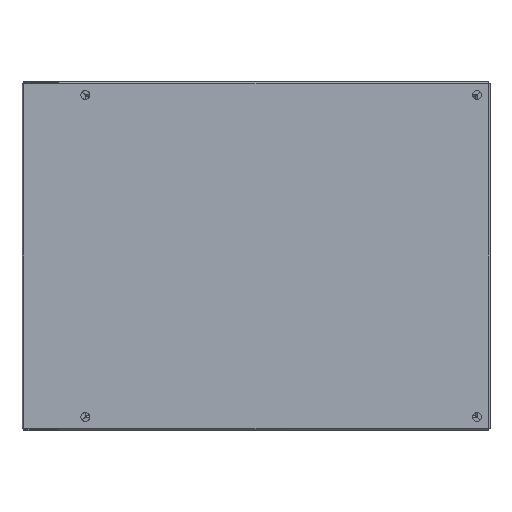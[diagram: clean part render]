
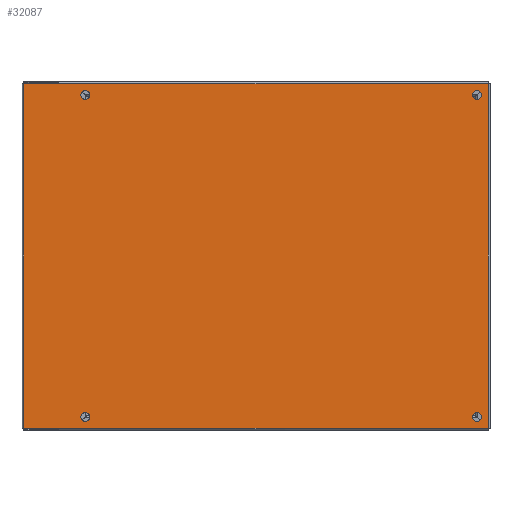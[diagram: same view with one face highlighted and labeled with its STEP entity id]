
A CAD part, left-side view. The second image highlights one B-rep face of the part: STEP entity #32087.
In plain terms, the highlighted face is planar.
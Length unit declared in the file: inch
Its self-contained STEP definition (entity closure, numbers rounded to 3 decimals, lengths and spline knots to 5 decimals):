
#83 = CARTESIAN_POINT ( 'NONE',  ( -9., 0., -12.699 ) ) ;
#708 = VERTEX_POINT ( 'NONE', #29787 ) ;
#1012 = ORIENTED_EDGE ( 'NONE', *, *, #24939, .T. ) ;
#1055 = DIRECTION ( 'NONE',  ( -1., 0., 0. ) ) ;
#1175 = CIRCLE ( 'NONE', #30570, 0.25 ) ;
#1684 = CARTESIAN_POINT ( 'NONE',  ( 9., 0., 9.801 ) ) ;
#1904 = EDGE_CURVE ( 'NONE', #35850, #13761, #24067, .T. ) ;
#1970 = DIRECTION ( 'NONE',  ( -1., 0., 0. ) ) ;
#2040 = FACE_BOUND ( 'NONE', #26412, .T. ) ;
#2707 = EDGE_CURVE ( 'NONE', #15368, #16799, #6434, .T. ) ;
#2824 = ORIENTED_EDGE ( 'NONE', *, *, #20827, .T. ) ;
#2860 = LINE ( 'NONE', #22812, #26457 ) ;
#3168 = VERTEX_POINT ( 'NONE', #1684 ) ;
#3790 = CARTESIAN_POINT ( 'NONE',  ( -9.892, 0., -13.341 ) ) ;
#4737 = ORIENTED_EDGE ( 'NONE', *, *, #32799, .T. ) ;
#5045 = DIRECTION ( 'NONE',  ( -1., 0., 0. ) ) ;
#5143 = LINE ( 'NONE', #20629, #20006 ) ;
#5678 = DIRECTION ( 'NONE',  ( -1., 0., 0. ) ) ;
#6434 = CIRCLE ( 'NONE', #23114, 0.25 ) ;
#6936 = ORIENTED_EDGE ( 'NONE', *, *, #29624, .T. ) ;
#8004 = CARTESIAN_POINT ( 'NONE',  ( -9.5, 0., 9.801 ) ) ;
#8251 = DIRECTION ( 'NONE',  ( 0., -1., 0. ) ) ;
#8405 = CARTESIAN_POINT ( 'NONE',  ( 9.892, 0., 13.32559 ) ) ;
#8490 = CARTESIAN_POINT ( 'NONE',  ( 9.25, 0., -12.699 ) ) ;
#9375 = EDGE_LOOP ( 'NONE', ( #4737, #1012 ) ) ;
#9997 = AXIS2_PLACEMENT_3D ( 'NONE', #25943, #25413, #37761 ) ;
#10726 = PLANE ( 'NONE',  #14450 ) ;
#10991 = ORIENTED_EDGE ( 'NONE', *, *, #30654, .T. ) ;
#11423 = DIRECTION ( 'NONE',  ( 0., -1., 0. ) ) ;
#11474 = DIRECTION ( 'NONE',  ( 0., 1., 0. ) ) ;
#11673 = ORIENTED_EDGE ( 'NONE', *, *, #32448, .T. ) ;
#11867 = EDGE_CURVE ( 'NONE', #16799, #15368, #1175, .T. ) ;
#11986 = VECTOR ( 'NONE', #37185, 39.37008 ) ;
#13761 = VERTEX_POINT ( 'NONE', #83 ) ;
#14047 = FACE_BOUND ( 'NONE', #24949, .T. ) ;
#14312 = CARTESIAN_POINT ( 'NONE',  ( 9.5, 0., -12.699 ) ) ;
#14450 = AXIS2_PLACEMENT_3D ( 'NONE', #28831, #11474, #23037 ) ;
#14647 = CARTESIAN_POINT ( 'NONE',  ( -9.5, 0., -12.699 ) ) ;
#14657 = EDGE_CURVE ( 'NONE', #708, #23127, #2860, .T. ) ;
#14697 = CARTESIAN_POINT ( 'NONE',  ( 9., 0., -12.699 ) ) ;
#14738 = DIRECTION ( 'NONE',  ( 0., 0., -1. ) ) ;
#15368 = VERTEX_POINT ( 'NONE', #14312 ) ;
#15381 = VERTEX_POINT ( 'NONE', #8004 ) ;
#15601 = CARTESIAN_POINT ( 'NONE',  ( -9.892, 0., 13.32559 ) ) ;
#15991 = ORIENTED_EDGE ( 'NONE', *, *, #11867, .T. ) ;
#16247 = CARTESIAN_POINT ( 'NONE',  ( -9.25, 0., -12.699 ) ) ;
#16799 = VERTEX_POINT ( 'NONE', #14697 ) ;
#17362 = CARTESIAN_POINT ( 'NONE',  ( -9.892, 0., 0. ) ) ;
#17463 = CARTESIAN_POINT ( 'NONE',  ( -9.25, 0., -12.699 ) ) ;
#17745 = ORIENTED_EDGE ( 'NONE', *, *, #1904, .T. ) ;
#17813 = FACE_BOUND ( 'NONE', #25832, .T. ) ;
#18751 = FACE_OUTER_BOUND ( 'NONE', #35248, .T. ) ;
#19094 = CARTESIAN_POINT ( 'NONE',  ( 0., 0., 13.32559 ) ) ;
#19990 = VERTEX_POINT ( 'NONE', #15601 ) ;
#20006 = VECTOR ( 'NONE', #14738, 39.37008 ) ;
#20629 = CARTESIAN_POINT ( 'NONE',  ( 9.892, 0., 0. ) ) ;
#20714 = CARTESIAN_POINT ( 'NONE',  ( 9.25, 0., 9.801 ) ) ;
#20827 = EDGE_CURVE ( 'NONE', #23127, #19990, #27907, .T. ) ;
#20872 = DIRECTION ( 'NONE',  ( -1., 0., 0. ) ) ;
#20943 = ORIENTED_EDGE ( 'NONE', *, *, #21704, .T. ) ;
#21704 = EDGE_CURVE ( 'NONE', #26200, #708, #5143, .T. ) ;
#22680 = LINE ( 'NONE', #19094, #11986 ) ;
#22812 = CARTESIAN_POINT ( 'NONE',  ( 0., 0., -13.341 ) ) ;
#23037 = DIRECTION ( 'NONE',  ( -1., 0., 0. ) ) ;
#23114 = AXIS2_PLACEMENT_3D ( 'NONE', #8490, #29186, #35155 ) ;
#23127 = VERTEX_POINT ( 'NONE', #3790 ) ;
#23142 = DIRECTION ( 'NONE',  ( -1., 0., 0. ) ) ;
#23209 = CIRCLE ( 'NONE', #9997, 0.25 ) ;
#23248 = VERTEX_POINT ( 'NONE', #24824 ) ;
#23514 = DIRECTION ( 'NONE',  ( 0., -1., 0. ) ) ;
#23921 = CARTESIAN_POINT ( 'NONE',  ( -9.25, 0., 9.801 ) ) ;
#24045 = VERTEX_POINT ( 'NONE', #27090 ) ;
#24067 = CIRCLE ( 'NONE', #24573, 0.25 ) ;
#24573 = AXIS2_PLACEMENT_3D ( 'NONE', #16247, #36820, #1055 ) ;
#24824 = CARTESIAN_POINT ( 'NONE',  ( -9., 0., 9.801 ) ) ;
#24939 = EDGE_CURVE ( 'NONE', #24045, #3168, #36301, .T. ) ;
#24949 = EDGE_LOOP ( 'NONE', ( #15991, #36670 ) ) ;
#25413 = DIRECTION ( 'NONE',  ( 0., -1., 0. ) ) ;
#25563 = AXIS2_PLACEMENT_3D ( 'NONE', #23921, #32880, #20872 ) ;
#25832 = EDGE_LOOP ( 'NONE', ( #6936, #10991 ) ) ;
#25943 = CARTESIAN_POINT ( 'NONE',  ( 9.25, 0., 9.801 ) ) ;
#26011 = CARTESIAN_POINT ( 'NONE',  ( 9.25, 0., -12.699 ) ) ;
#26176 = EDGE_CURVE ( 'NONE', #19990, #26200, #22680, .T. ) ;
#26200 = VERTEX_POINT ( 'NONE', #8405 ) ;
#26249 = DIRECTION ( 'NONE',  ( 0., 0., 1. ) ) ;
#26412 = EDGE_LOOP ( 'NONE', ( #17745, #11673 ) ) ;
#26457 = VECTOR ( 'NONE', #1970, 39.37008 ) ;
#26735 = AXIS2_PLACEMENT_3D ( 'NONE', #38069, #11423, #5678 ) ;
#26858 = AXIS2_PLACEMENT_3D ( 'NONE', #17463, #37811, #23142 ) ;
#27090 = CARTESIAN_POINT ( 'NONE',  ( 9.5, 0., 9.801 ) ) ;
#27907 = LINE ( 'NONE', #17362, #29780 ) ;
#28336 = CIRCLE ( 'NONE', #26735, 0.25 ) ;
#28831 = CARTESIAN_POINT ( 'NONE',  ( 0., 0., 0. ) ) ;
#29031 = CIRCLE ( 'NONE', #25563, 0.25 ) ;
#29186 = DIRECTION ( 'NONE',  ( 0., -1., 0. ) ) ;
#29624 = EDGE_CURVE ( 'NONE', #15381, #23248, #28336, .T. ) ;
#29780 = VECTOR ( 'NONE', #26249, 39.37008 ) ;
#29787 = CARTESIAN_POINT ( 'NONE',  ( 9.892, 0., -13.341 ) ) ;
#30228 = ORIENTED_EDGE ( 'NONE', *, *, #14657, .T. ) ;
#30570 = AXIS2_PLACEMENT_3D ( 'NONE', #26011, #8251, #5045 ) ;
#30654 = EDGE_CURVE ( 'NONE', #23248, #15381, #29031, .T. ) ;
#32064 = CIRCLE ( 'NONE', #26858, 0.25 ) ;
#32087 = ADVANCED_FACE ( 'NONE', ( #18751, #14047, #33534, #17813, #2040 ), #10726, .T. ) ;
#32448 = EDGE_CURVE ( 'NONE', #13761, #35850, #32064, .T. ) ;
#32714 = DIRECTION ( 'NONE',  ( -1., 0., 0. ) ) ;
#32799 = EDGE_CURVE ( 'NONE', #3168, #24045, #23209, .T. ) ;
#32880 = DIRECTION ( 'NONE',  ( 0., -1., 0. ) ) ;
#32952 = AXIS2_PLACEMENT_3D ( 'NONE', #20714, #23514, #32714 ) ;
#33534 = FACE_BOUND ( 'NONE', #9375, .T. ) ;
#35155 = DIRECTION ( 'NONE',  ( -1., 0., 0. ) ) ;
#35248 = EDGE_LOOP ( 'NONE', ( #20943, #30228, #2824, #37167 ) ) ;
#35850 = VERTEX_POINT ( 'NONE', #14647 ) ;
#36301 = CIRCLE ( 'NONE', #32952, 0.25 ) ;
#36670 = ORIENTED_EDGE ( 'NONE', *, *, #2707, .T. ) ;
#36820 = DIRECTION ( 'NONE',  ( 0., -1., 0. ) ) ;
#37167 = ORIENTED_EDGE ( 'NONE', *, *, #26176, .T. ) ;
#37185 = DIRECTION ( 'NONE',  ( 1., 0., 0. ) ) ;
#37761 = DIRECTION ( 'NONE',  ( -1., 0., 0. ) ) ;
#37811 = DIRECTION ( 'NONE',  ( 0., -1., 0. ) ) ;
#38069 = CARTESIAN_POINT ( 'NONE',  ( -9.25, 0., 9.801 ) ) ;
